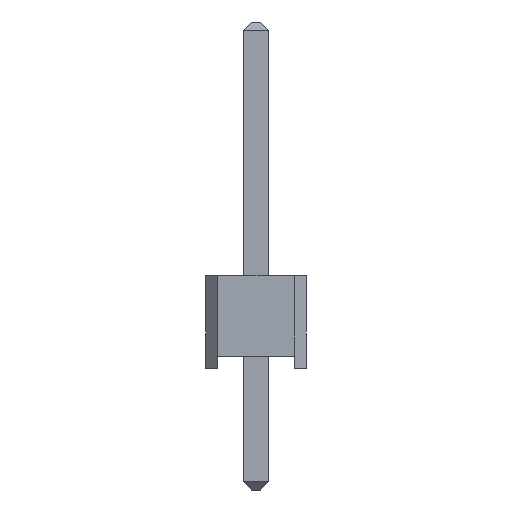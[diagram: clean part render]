
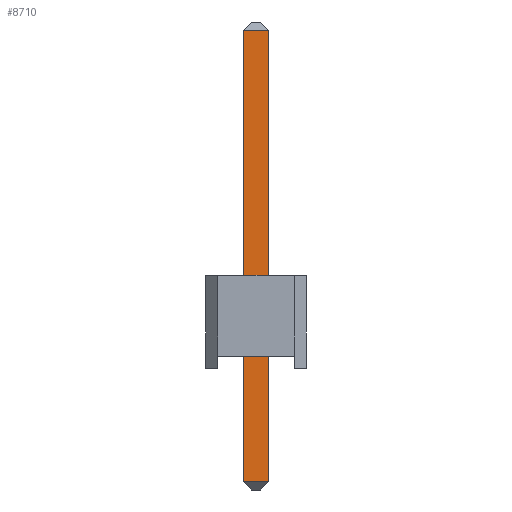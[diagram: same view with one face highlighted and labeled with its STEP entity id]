
A CAD part, left-side view. The second image highlights one B-rep face of the part: STEP entity #8710.
In plain terms, the highlighted planar face has unit normal (-1, 0, 0).
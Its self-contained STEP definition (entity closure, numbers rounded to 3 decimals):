
#8357 = PLANE('',#8358);
#8358 = AXIS2_PLACEMENT_3D('',#8359,#8360,#8361);
#8359 = CARTESIAN_POINT('',(-0.32,0.32,-3.));
#8360 = DIRECTION('',(-0.,1.,0.));
#8361 = DIRECTION('',(0.,0.,1.));
#8382 = VERTEX_POINT('',#8383);
#8383 = CARTESIAN_POINT('',(-0.32,0.32,-2.8));
#8409 = EDGE_CURVE('',#8382,#8410,#8412,.T.);
#8410 = VERTEX_POINT('',#8411);
#8411 = CARTESIAN_POINT('',(-0.32,0.32,8.34));
#8412 = SURFACE_CURVE('',#8413,(#8417,#8424),.PCURVE_S1.);
#8413 = LINE('',#8414,#8415);
#8414 = CARTESIAN_POINT('',(-0.32,0.32,-3.));
#8415 = VECTOR('',#8416,1.);
#8416 = DIRECTION('',(0.,-0.,1.));
#8417 = PCURVE('',#8357,#8418);
#8418 = DEFINITIONAL_REPRESENTATION('',(#8419),#8423);
#8419 = LINE('',#8420,#8421);
#8420 = CARTESIAN_POINT('',(0.,0.));
#8421 = VECTOR('',#8422,1.);
#8422 = DIRECTION('',(1.,0.));
#8423 = ( GEOMETRIC_REPRESENTATION_CONTEXT(2) 
PARAMETRIC_REPRESENTATION_CONTEXT() REPRESENTATION_CONTEXT('2D SPACE',''
  ) );
#8424 = PCURVE('',#8425,#8430);
#8425 = PLANE('',#8426);
#8426 = AXIS2_PLACEMENT_3D('',#8427,#8428,#8429);
#8427 = CARTESIAN_POINT('',(-0.32,-0.32,-3.));
#8428 = DIRECTION('',(-1.,0.,0.));
#8429 = DIRECTION('',(0.,0.,1.));
#8430 = DEFINITIONAL_REPRESENTATION('',(#8431),#8435);
#8431 = LINE('',#8432,#8433);
#8432 = CARTESIAN_POINT('',(0.,0.64));
#8433 = VECTOR('',#8434,1.);
#8434 = DIRECTION('',(1.,0.));
#8435 = ( GEOMETRIC_REPRESENTATION_CONTEXT(2) 
PARAMETRIC_REPRESENTATION_CONTEXT() REPRESENTATION_CONTEXT('2D SPACE',''
  ) );
#8537 = PLANE('',#8538);
#8538 = AXIS2_PLACEMENT_3D('',#8539,#8540,#8541);
#8539 = CARTESIAN_POINT('',(-0.22,-0.32,-2.9));
#8540 = DIRECTION('',(0.707,0.,0.707));
#8541 = DIRECTION('',(0.707,0.,-0.707));
#8570 = PLANE('',#8571);
#8571 = AXIS2_PLACEMENT_3D('',#8572,#8573,#8574);
#8572 = CARTESIAN_POINT('',(0.32,-0.32,-3.));
#8573 = DIRECTION('',(0.,-1.,0.));
#8574 = DIRECTION('',(0.,-0.,-1.));
#8650 = PLANE('',#8651);
#8651 = AXIS2_PLACEMENT_3D('',#8652,#8653,#8654);
#8652 = CARTESIAN_POINT('',(-0.22,-0.32,8.44));
#8653 = DIRECTION('',(-0.707,0.,0.707));
#8654 = DIRECTION('',(0.707,0.,0.707));
#8710 = ADVANCED_FACE('',(#8711),#8425,.T.);
#8711 = FACE_BOUND('',#8712,.T.);
#8712 = EDGE_LOOP('',(#8713,#8714,#8737,#8760));
#8713 = ORIENTED_EDGE('',*,*,#8409,.F.);
#8714 = ORIENTED_EDGE('',*,*,#8715,.T.);
#8715 = EDGE_CURVE('',#8382,#8716,#8718,.T.);
#8716 = VERTEX_POINT('',#8717);
#8717 = CARTESIAN_POINT('',(-0.32,-0.32,-2.8));
#8718 = SURFACE_CURVE('',#8719,(#8723,#8730),.PCURVE_S1.);
#8719 = LINE('',#8720,#8721);
#8720 = CARTESIAN_POINT('',(-0.32,-0.32,-2.8));
#8721 = VECTOR('',#8722,1.);
#8722 = DIRECTION('',(-0.,-1.,0.));
#8723 = PCURVE('',#8425,#8724);
#8724 = DEFINITIONAL_REPRESENTATION('',(#8725),#8729);
#8725 = LINE('',#8726,#8727);
#8726 = CARTESIAN_POINT('',(0.2,0.));
#8727 = VECTOR('',#8728,1.);
#8728 = DIRECTION('',(0.,-1.));
#8729 = ( GEOMETRIC_REPRESENTATION_CONTEXT(2) 
PARAMETRIC_REPRESENTATION_CONTEXT() REPRESENTATION_CONTEXT('2D SPACE',''
  ) );
#8730 = PCURVE('',#8537,#8731);
#8731 = DEFINITIONAL_REPRESENTATION('',(#8732),#8736);
#8732 = LINE('',#8733,#8734);
#8733 = CARTESIAN_POINT('',(-0.141,0.));
#8734 = VECTOR('',#8735,1.);
#8735 = DIRECTION('',(-0.,-1.));
#8736 = ( GEOMETRIC_REPRESENTATION_CONTEXT(2) 
PARAMETRIC_REPRESENTATION_CONTEXT() REPRESENTATION_CONTEXT('2D SPACE',''
  ) );
#8737 = ORIENTED_EDGE('',*,*,#8738,.T.);
#8738 = EDGE_CURVE('',#8716,#8739,#8741,.T.);
#8739 = VERTEX_POINT('',#8740);
#8740 = CARTESIAN_POINT('',(-0.32,-0.32,8.34));
#8741 = SURFACE_CURVE('',#8742,(#8746,#8753),.PCURVE_S1.);
#8742 = LINE('',#8743,#8744);
#8743 = CARTESIAN_POINT('',(-0.32,-0.32,-3.));
#8744 = VECTOR('',#8745,1.);
#8745 = DIRECTION('',(0.,0.,1.));
#8746 = PCURVE('',#8425,#8747);
#8747 = DEFINITIONAL_REPRESENTATION('',(#8748),#8752);
#8748 = LINE('',#8749,#8750);
#8749 = CARTESIAN_POINT('',(0.,0.));
#8750 = VECTOR('',#8751,1.);
#8751 = DIRECTION('',(1.,0.));
#8752 = ( GEOMETRIC_REPRESENTATION_CONTEXT(2) 
PARAMETRIC_REPRESENTATION_CONTEXT() REPRESENTATION_CONTEXT('2D SPACE',''
  ) );
#8753 = PCURVE('',#8570,#8754);
#8754 = DEFINITIONAL_REPRESENTATION('',(#8755),#8759);
#8755 = LINE('',#8756,#8757);
#8756 = CARTESIAN_POINT('',(-0.,-0.64));
#8757 = VECTOR('',#8758,1.);
#8758 = DIRECTION('',(-1.,0.));
#8759 = ( GEOMETRIC_REPRESENTATION_CONTEXT(2) 
PARAMETRIC_REPRESENTATION_CONTEXT() REPRESENTATION_CONTEXT('2D SPACE',''
  ) );
#8760 = ORIENTED_EDGE('',*,*,#8761,.T.);
#8761 = EDGE_CURVE('',#8739,#8410,#8762,.T.);
#8762 = SURFACE_CURVE('',#8763,(#8767,#8774),.PCURVE_S1.);
#8763 = LINE('',#8764,#8765);
#8764 = CARTESIAN_POINT('',(-0.32,-0.32,8.34));
#8765 = VECTOR('',#8766,1.);
#8766 = DIRECTION('',(0.,1.,-0.));
#8767 = PCURVE('',#8425,#8768);
#8768 = DEFINITIONAL_REPRESENTATION('',(#8769),#8773);
#8769 = LINE('',#8770,#8771);
#8770 = CARTESIAN_POINT('',(11.34,0.));
#8771 = VECTOR('',#8772,1.);
#8772 = DIRECTION('',(0.,1.));
#8773 = ( GEOMETRIC_REPRESENTATION_CONTEXT(2) 
PARAMETRIC_REPRESENTATION_CONTEXT() REPRESENTATION_CONTEXT('2D SPACE',''
  ) );
#8774 = PCURVE('',#8650,#8775);
#8775 = DEFINITIONAL_REPRESENTATION('',(#8776),#8780);
#8776 = LINE('',#8777,#8778);
#8777 = CARTESIAN_POINT('',(-0.141,0.));
#8778 = VECTOR('',#8779,1.);
#8779 = DIRECTION('',(0.,1.));
#8780 = ( GEOMETRIC_REPRESENTATION_CONTEXT(2) 
PARAMETRIC_REPRESENTATION_CONTEXT() REPRESENTATION_CONTEXT('2D SPACE',''
  ) );
